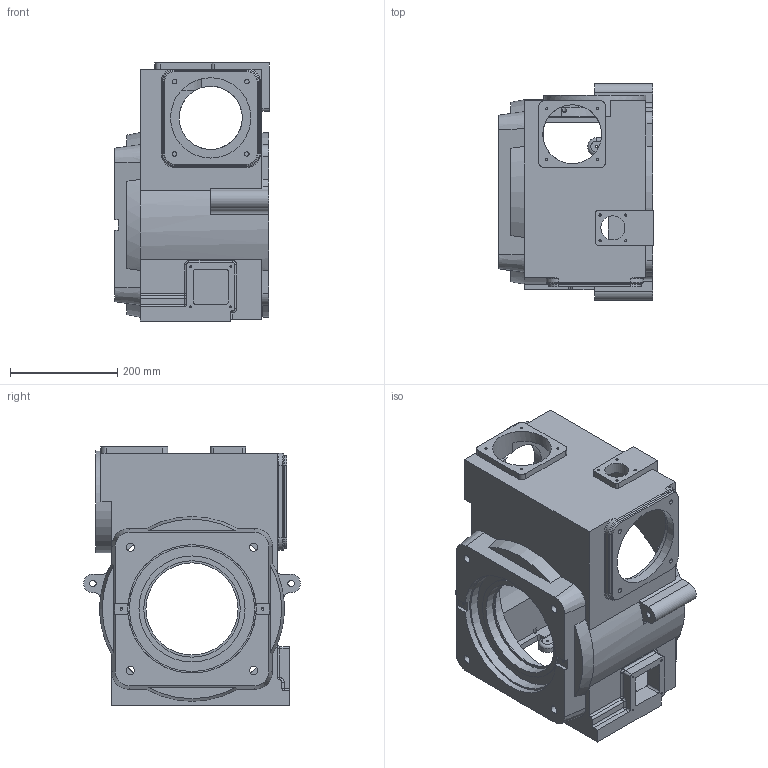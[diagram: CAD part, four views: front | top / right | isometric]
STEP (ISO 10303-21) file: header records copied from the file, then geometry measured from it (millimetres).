
FILE_DESCRIPTION(('STEP AP203'), '1');
FILE_NAME('731347.001_扻豵鵨', '', ('UNSPECIFIED'), ('UNSPECIFIED'), 'C3D Converter', 'C3D Toolkit', '');
FILE_SCHEMA(('CONFIG_CONTROL_DESIGN'));
Length unit declared in the file: millimetre
Products named in the file (1): ВЗИС.731347.001
Bounding box: 289 x 405 x 482 mm (x, y, z)
Volume: 7706770.2 mm3; surface area: 1228095.7 mm2
Topology: 1 solids, 1 shells, 433 faces, 1174 edges, 755 vertices
Faces by surface type: plane 193, cylinder 172, cone 27, torus 24, bspline 14, sphere 3
Full cylindrical faces by diameter (mm): 3.242 x4, 4.134 x8, 4.917 x6, 6.647 x6, 8.376 x8, 10.106 x4, 11.835 x2, 15.294 x4, 45 x1, 110 x1, 118 x1, 145 x1, 150 x1, 160 x1, 172 x1, 180 x1, 190 x1, 198 x1, 211 x1, 225 x1, 234 x1, 240 x1, 325 x1
Entity records: 20435 total; most frequent: CARTESIAN_POINT 6156, DIRECTION 2246, ORIENTED_EDGE 2188, EDGE_CURVE 1094, AXIS2_PLACEMENT_3D 840, VERTEX_POINT 744, EDGE_LOOP 572, LINE 566
